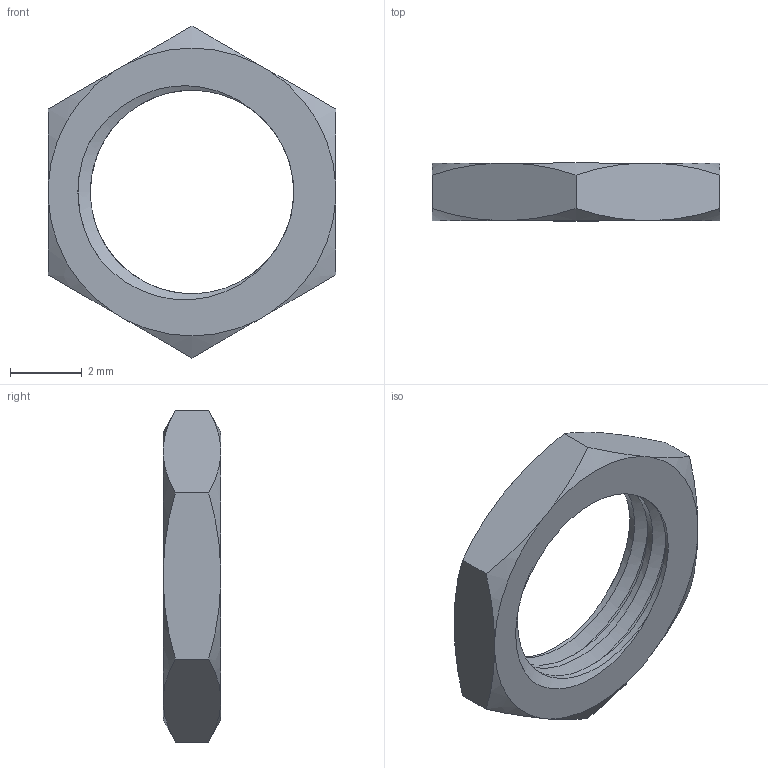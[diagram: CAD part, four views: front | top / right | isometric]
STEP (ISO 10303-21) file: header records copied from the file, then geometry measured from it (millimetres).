
FILE_DESCRIPTION(/* description */ (''),/* implementation_level */ '2;1');
FILE_NAME(/* name */ '4 36 UNS.step',/* time_stamp */ '2020-09-15T20:52:16+02:00',/* author */ (''),/* organization */ (''),/* preprocessor_version */ 'ST-DEVELOPER v18.1',/* originating_system */ 'Autodesk Translation Framework v9.3.0.1241',/* authorisation */ '');
FILE_SCHEMA (('AUTOMOTIVE_DESIGN { 1 0 10303 214 3 1 1 }'));
Length unit declared in the file: millimetre
Products named in the file (1): Hex Nut SMA 1/4 36 UNS
Bounding box: 8 x 1.6 x 9.24 mm (x, y, z)
Volume: 42.8 mm3; surface area: 141.3 mm2
Topology: 1 solids, 1 shells, 29 faces, 81 edges, 54 vertices
Faces by surface type: sphere 12, plane 8, cylinder 7, bspline 2
Full cylindrical faces by diameter (mm): 6.35 x1
Entity records: 1571 total; most frequent: CARTESIAN_POINT 776, ORIENTED_EDGE 162, DIRECTION 161, EDGE_CURVE 81, AXIS2_PLACEMENT_3D 69, VERTEX_POINT 54, CIRCLE 41, EDGE_LOOP 31
